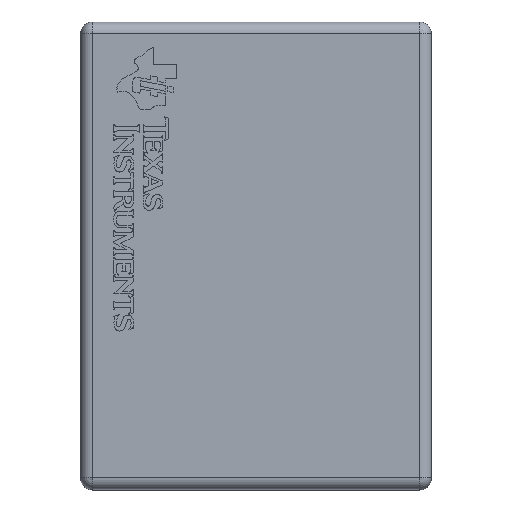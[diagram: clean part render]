
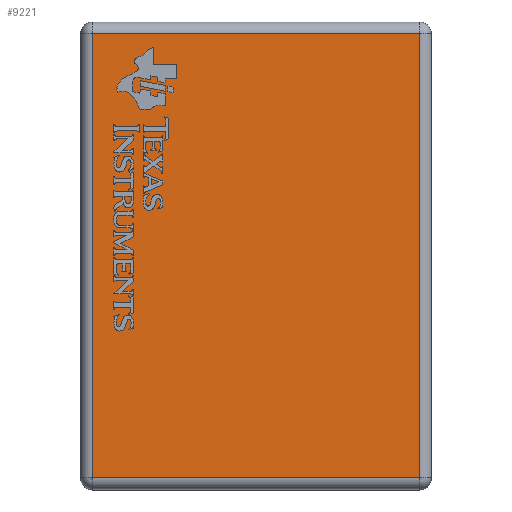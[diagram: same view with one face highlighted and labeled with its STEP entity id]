
A CAD part, top view. The second image highlights one B-rep face of the part: STEP entity #9221.
In plain terms, the highlighted face is planar.
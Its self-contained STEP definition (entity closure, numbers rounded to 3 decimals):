
#701=FACE_OUTER_BOUND('',#1220,.T.);
#1220=EDGE_LOOP('',(#6410,#6411,#6412,#6413));
#1843=LINE('',#12251,#2878);
#1844=LINE('',#12256,#2879);
#1846=LINE('',#12266,#2881);
#1848=LINE('',#12275,#2883);
#2878=VECTOR('',#10403,1.9);
#2879=VECTOR('',#10410,1.4);
#2881=VECTOR('',#10422,1.9);
#2883=VECTOR('',#10434,1.4);
#3863=VERTEX_POINT('',#12244);
#3866=VERTEX_POINT('',#12249);
#3867=VERTEX_POINT('',#12253);
#3868=VERTEX_POINT('',#12260);
#4837=EDGE_CURVE('',#3866,#3863,#1843,.T.);
#4840=EDGE_CURVE('',#3863,#3867,#1844,.T.);
#4845=EDGE_CURVE('',#3867,#3868,#1846,.T.);
#4850=EDGE_CURVE('',#3868,#3866,#1848,.T.);
#6410=ORIENTED_EDGE('',*,*,#4837,.F.);
#6411=ORIENTED_EDGE('',*,*,#4850,.F.);
#6412=ORIENTED_EDGE('',*,*,#4845,.F.);
#6413=ORIENTED_EDGE('',*,*,#4840,.F.);
#8870=PLANE('',#9785);
#9221=ADVANCED_FACE('',(#701),#8870,.T.);
#9785=AXIS2_PLACEMENT_3D('',#12298,#10461,#10462);
#10403=DIRECTION('',(0.,0.,-1.));
#10410=DIRECTION('',(1.,0.,0.));
#10422=DIRECTION('',(0.,0.,1.));
#10434=DIRECTION('',(-1.,0.,0.));
#10461=DIRECTION('center_axis',(0.,1.,0.));
#10462=DIRECTION('ref_axis',(1.,0.,0.));
#12244=CARTESIAN_POINT('',(-0.7,0.975,-0.95));
#12249=CARTESIAN_POINT('',(-0.7,0.975,0.95));
#12251=CARTESIAN_POINT('',(-0.7,0.975,-0.5));
#12253=CARTESIAN_POINT('',(0.7,0.975,-0.95));
#12256=CARTESIAN_POINT('',(0.375,0.975,-0.95));
#12260=CARTESIAN_POINT('',(0.7,0.975,0.95));
#12266=CARTESIAN_POINT('',(0.7,0.975,0.5));
#12275=CARTESIAN_POINT('',(-0.375,0.975,0.95));
#12298=CARTESIAN_POINT('Origin',(0.,0.975,0.));
